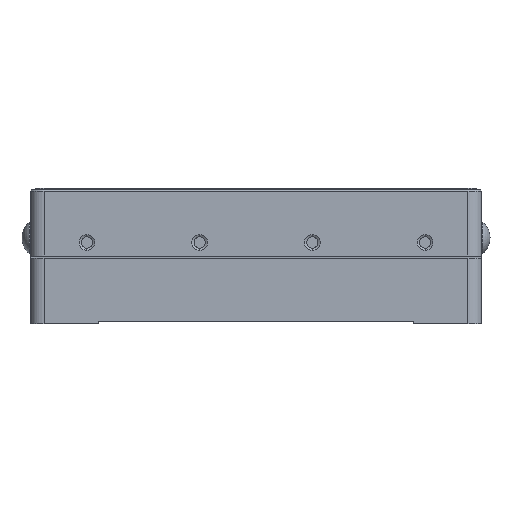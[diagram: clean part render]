
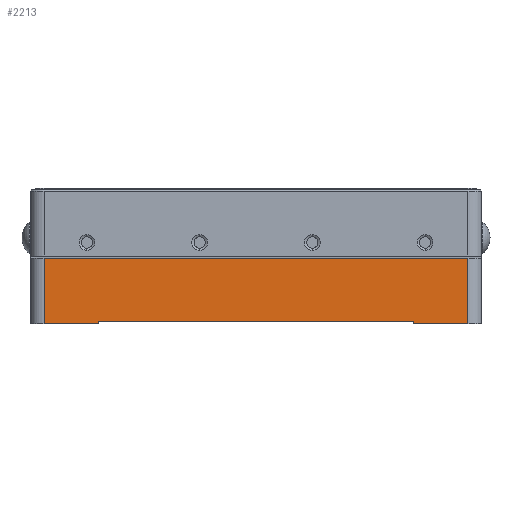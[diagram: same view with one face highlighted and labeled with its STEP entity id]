
A CAD part, front view. The second image highlights one B-rep face of the part: STEP entity #2213.
In plain terms, the highlighted planar face has unit normal (0, -1, 0).
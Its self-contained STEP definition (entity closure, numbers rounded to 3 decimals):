
#788 = VECTOR ( 'NONE', #8013, 1000. ) ;
#838 = CARTESIAN_POINT ( 'NONE',  ( 0., -50., -14. ) ) ;
#1059 = FACE_OUTER_BOUND ( 'NONE', #39888, .T. ) ;
#1131 = VERTEX_POINT ( 'NONE', #2504 ) ;
#1328 = CARTESIAN_POINT ( 'NONE',  ( -50., -50., -14.5 ) ) ;
#1473 = DIRECTION ( 'NONE',  ( -1., 0., 0. ) ) ;
#1655 = DIRECTION ( 'NONE',  ( 1., 0., 0. ) ) ;
#1792 = VERTEX_POINT ( 'NONE', #13166 ) ;
#2213 = ADVANCED_FACE ( 'NONE', ( #1059 ), #33172, .T. ) ;
#2504 = CARTESIAN_POINT ( 'NONE',  ( -35., -50., -14.5 ) ) ;
#3493 = DIRECTION ( 'NONE',  ( 0., 0., -1. ) ) ;
#3595 = VECTOR ( 'NONE', #8246, 1000. ) ;
#3804 = LINE ( 'NONE', #838, #11193 ) ;
#4035 = ORIENTED_EDGE ( 'NONE', *, *, #26515, .T. ) ;
#4122 = ORIENTED_EDGE ( 'NONE', *, *, #16343, .T. ) ;
#4899 = VECTOR ( 'NONE', #3493, 1000. ) ;
#5936 = EDGE_CURVE ( 'NONE', #1131, #29567, #22686, .T. ) ;
#6448 = VECTOR ( 'NONE', #6633, 1000. ) ;
#6633 = DIRECTION ( 'NONE',  ( 0., 0., 1. ) ) ;
#8013 = DIRECTION ( 'NONE',  ( 0., 0., -1. ) ) ;
#8246 = DIRECTION ( 'NONE',  ( 0., 0., 1. ) ) ;
#8714 = ORIENTED_EDGE ( 'NONE', *, *, #16547, .F. ) ;
#10257 = CARTESIAN_POINT ( 'NONE',  ( -47., -50., 0. ) ) ;
#10876 = CARTESIAN_POINT ( 'NONE',  ( -50., -50., 0. ) ) ;
#11193 = VECTOR ( 'NONE', #1473, 1000. ) ;
#11209 = CARTESIAN_POINT ( 'NONE',  ( 35., -50., 0. ) ) ;
#11266 = LINE ( 'NONE', #1328, #37045 ) ;
#13166 = CARTESIAN_POINT ( 'NONE',  ( 47., -50., -14.5 ) ) ;
#13724 = ORIENTED_EDGE ( 'NONE', *, *, #5936, .T. ) ;
#15025 = LINE ( 'NONE', #38056, #3595 ) ;
#16104 = CARTESIAN_POINT ( 'NONE',  ( 35., -50., -14. ) ) ;
#16343 = EDGE_CURVE ( 'NONE', #39266, #35837, #40695, .T. ) ;
#16547 = EDGE_CURVE ( 'NONE', #36649, #29567, #3804, .T. ) ;
#17108 = CARTESIAN_POINT ( 'NONE',  ( -50., -50., 0. ) ) ;
#17193 = ORIENTED_EDGE ( 'NONE', *, *, #23352, .T. ) ;
#17245 = CARTESIAN_POINT ( 'NONE',  ( -35., -50., -14. ) ) ;
#17335 = DIRECTION ( 'NONE',  ( 0., 0., -1. ) ) ;
#18193 = CARTESIAN_POINT ( 'NONE',  ( -47., -50., 0. ) ) ;
#19109 = EDGE_CURVE ( 'NONE', #39798, #1131, #11266, .T. ) ;
#19457 = ORIENTED_EDGE ( 'NONE', *, *, #19109, .T. ) ;
#21090 = LINE ( 'NONE', #33982, #25138 ) ;
#21180 = DIRECTION ( 'NONE',  ( 1., 0., 0. ) ) ;
#21870 = AXIS2_PLACEMENT_3D ( 'NONE', #17108, #24068, #17335 ) ;
#22686 = LINE ( 'NONE', #35598, #6448 ) ;
#22921 = LINE ( 'NONE', #10257, #4899 ) ;
#23352 = EDGE_CURVE ( 'NONE', #36649, #31557, #34230, .T. ) ;
#23973 = EDGE_CURVE ( 'NONE', #35837, #39798, #22921, .T. ) ;
#24068 = DIRECTION ( 'NONE',  ( 0., -1., 0. ) ) ;
#25138 = VECTOR ( 'NONE', #1655, 1000. ) ;
#26183 = EDGE_CURVE ( 'NONE', #1792, #39266, #15025, .T. ) ;
#26515 = EDGE_CURVE ( 'NONE', #31557, #1792, #21090, .T. ) ;
#26934 = DIRECTION ( 'NONE',  ( -1., 0., 0. ) ) ;
#29567 = VERTEX_POINT ( 'NONE', #17245 ) ;
#29617 = CARTESIAN_POINT ( 'NONE',  ( 35., -50., -14.5 ) ) ;
#30068 = CARTESIAN_POINT ( 'NONE',  ( -47., -50., -14.5 ) ) ;
#31557 = VERTEX_POINT ( 'NONE', #29617 ) ;
#32249 = CARTESIAN_POINT ( 'NONE',  ( 47., -50., 0. ) ) ;
#33172 = PLANE ( 'NONE',  #21870 ) ;
#33982 = CARTESIAN_POINT ( 'NONE',  ( -50., -50., -14.5 ) ) ;
#34143 = VECTOR ( 'NONE', #26934, 1000. ) ;
#34230 = LINE ( 'NONE', #11209, #788 ) ;
#35598 = CARTESIAN_POINT ( 'NONE',  ( -35., -50., -14.5 ) ) ;
#35837 = VERTEX_POINT ( 'NONE', #18193 ) ;
#36649 = VERTEX_POINT ( 'NONE', #16104 ) ;
#37045 = VECTOR ( 'NONE', #21180, 1000. ) ;
#37707 = ORIENTED_EDGE ( 'NONE', *, *, #26183, .T. ) ;
#38056 = CARTESIAN_POINT ( 'NONE',  ( 47., -50., 0. ) ) ;
#39266 = VERTEX_POINT ( 'NONE', #32249 ) ;
#39556 = ORIENTED_EDGE ( 'NONE', *, *, #23973, .T. ) ;
#39798 = VERTEX_POINT ( 'NONE', #30068 ) ;
#39888 = EDGE_LOOP ( 'NONE', ( #13724, #8714, #17193, #4035, #37707, #4122, #39556, #19457 ) ) ;
#40695 = LINE ( 'NONE', #10876, #34143 ) ;
